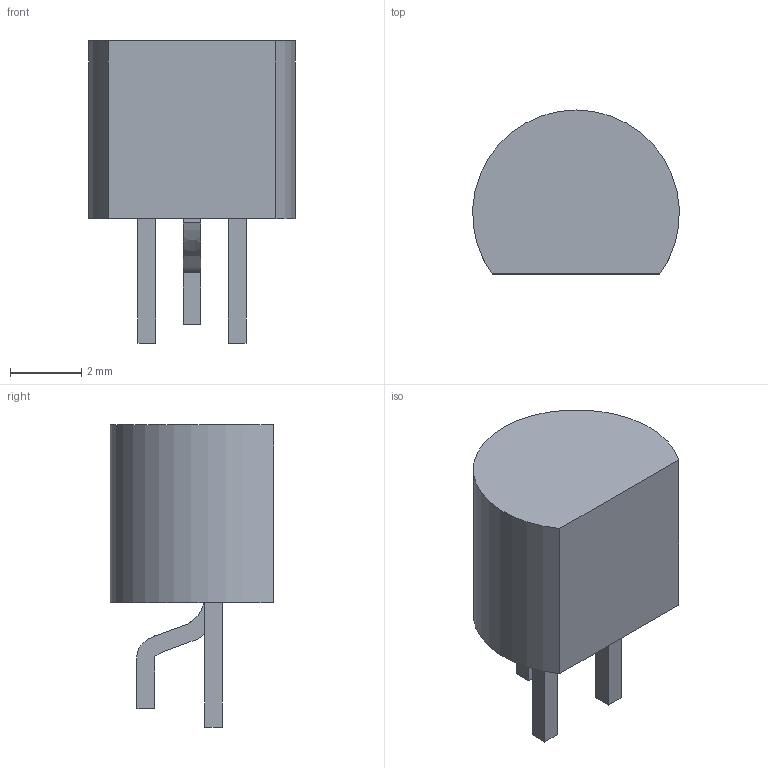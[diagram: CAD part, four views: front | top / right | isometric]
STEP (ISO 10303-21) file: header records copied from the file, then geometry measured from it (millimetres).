
FILE_DESCRIPTION(/* description */ (''),/* implementation_level */ '2;1');
FILE_NAME(/* name */ 'S8050.step',/* time_stamp */ '2023-04-23T08:40:14+08:00',/* author */ (''),/* organization */ (''),/* preprocessor_version */ 'ST-DEVELOPER v19.2',/* originating_system */ 'Autodesk Translation Framework v12.4.0.73',/* authorisation */ '');
FILE_SCHEMA (('AUTOMOTIVE_DESIGN { 1 0 10303 214 3 1 1 }'));
Length unit declared in the file: millimetre
Products named in the file (2): S8050; Component1
Assembly tree (1 placements, depth 2):
  S8050
    Component1
Bounding box: 5.81 x 4.6 x 8.5 mm (x, y, z)
Volume: 115.6 mm3; surface area: 156.1 mm2
Topology: 4 solids, 4 shells, 24 faces, 48 edges, 32 vertices
Faces by surface type: plane 21, bspline 2, cylinder 1
Entity records: 758 total; most frequent: CARTESIAN_POINT 208, ORIENTED_EDGE 96, DIRECTION 95, EDGE_CURVE 48, LINE 41, VECTOR 41, VERTEX_POINT 32, AXIS2_PLACEMENT_3D 27
